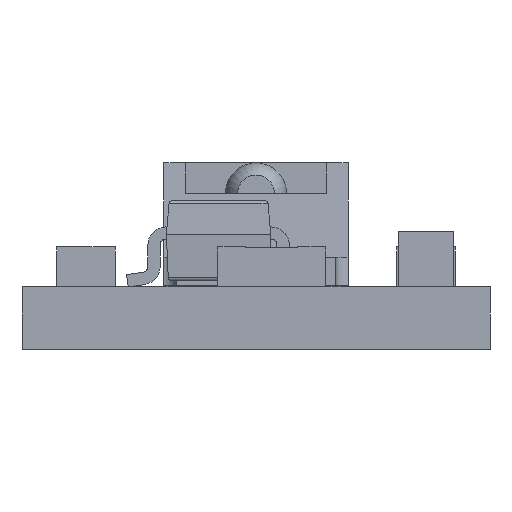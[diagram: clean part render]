
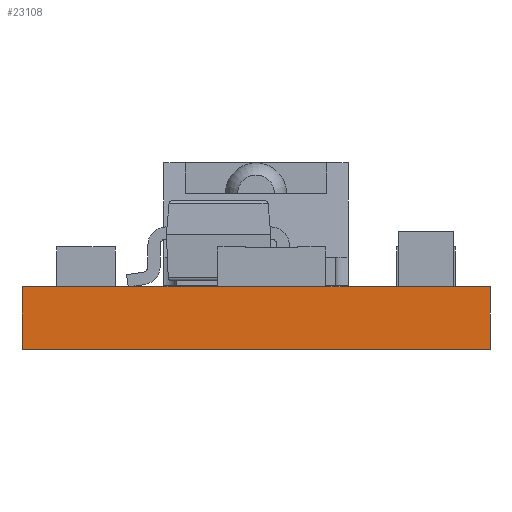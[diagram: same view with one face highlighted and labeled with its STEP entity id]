
A CAD part, front view. The second image highlights one B-rep face of the part: STEP entity #23108.
In plain terms, the highlighted planar face has unit normal (0, -1, 0).
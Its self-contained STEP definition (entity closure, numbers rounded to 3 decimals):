
#1482 = CARTESIAN_POINT ( 'NONE',  ( 7.62, 0., 1.016 ) ) ;
#3823 = EDGE_LOOP ( 'NONE', ( #17009, #15075, #24253, #12497 ) ) ;
#3896 = DIRECTION ( 'NONE',  ( 0., 1., 0. ) ) ;
#4205 = DIRECTION ( 'NONE',  ( 0., 0., -1. ) ) ;
#4614 = CARTESIAN_POINT ( 'NONE',  ( 7.62, 0., 1.016 ) ) ;
#4711 = DIRECTION ( 'NONE',  ( 1., 0., 0. ) ) ;
#4918 = VECTOR ( 'NONE', #14106, 1000. ) ;
#5180 = FACE_OUTER_BOUND ( 'NONE', #3823, .T. ) ;
#5281 = AXIS2_PLACEMENT_3D ( 'NONE', #1482, #3896, #6034 ) ;
#5615 = VECTOR ( 'NONE', #4711, 1000. ) ;
#6034 = DIRECTION ( 'NONE',  ( 0., 0., 1. ) ) ;
#8545 = CARTESIAN_POINT ( 'NONE',  ( 7.62, 0., 0. ) ) ;
#8801 = CARTESIAN_POINT ( 'NONE',  ( 7.62, 0., 1.016 ) ) ;
#9633 = VECTOR ( 'NONE', #28651, 1000. ) ;
#9987 = LINE ( 'NONE', #8545, #9633 ) ;
#11723 = LINE ( 'NONE', #4614, #5615 ) ;
#12497 = ORIENTED_EDGE ( 'NONE', *, *, #13452, .T. ) ;
#13452 = EDGE_CURVE ( 'NONE', #15659, #14329, #26397, .T. ) ;
#14106 = DIRECTION ( 'NONE',  ( 0., 0., -1. ) ) ;
#14329 = VERTEX_POINT ( 'NONE', #21877 ) ;
#14997 = CARTESIAN_POINT ( 'NONE',  ( 7.62, 0., 0. ) ) ;
#15075 = ORIENTED_EDGE ( 'NONE', *, *, #17853, .F. ) ;
#15659 = VERTEX_POINT ( 'NONE', #23710 ) ;
#17009 = ORIENTED_EDGE ( 'NONE', *, *, #20918, .T. ) ;
#17853 = EDGE_CURVE ( 'NONE', #23204, #29860, #20757, .T. ) ;
#18793 = CARTESIAN_POINT ( 'NONE',  ( 7.62, 0., 1.016 ) ) ;
#20757 = LINE ( 'NONE', #8801, #4918 ) ;
#20918 = EDGE_CURVE ( 'NONE', #14329, #29860, #9987, .T. ) ;
#20944 = VECTOR ( 'NONE', #4205, 1000. ) ;
#21877 = CARTESIAN_POINT ( 'NONE',  ( 0., 0., 0. ) ) ;
#23108 = ADVANCED_FACE ( 'NONE', ( #5180 ), #24374, .F. ) ;
#23204 = VERTEX_POINT ( 'NONE', #18793 ) ;
#23710 = CARTESIAN_POINT ( 'NONE',  ( 0., 0., 1.016 ) ) ;
#24253 = ORIENTED_EDGE ( 'NONE', *, *, #25267, .F. ) ;
#24374 = PLANE ( 'NONE',  #5281 ) ;
#25059 = CARTESIAN_POINT ( 'NONE',  ( 0., 0., 1.016 ) ) ;
#25267 = EDGE_CURVE ( 'NONE', #15659, #23204, #11723, .T. ) ;
#26397 = LINE ( 'NONE', #25059, #20944 ) ;
#28651 = DIRECTION ( 'NONE',  ( 1., 0., 0. ) ) ;
#29860 = VERTEX_POINT ( 'NONE', #14997 ) ;
